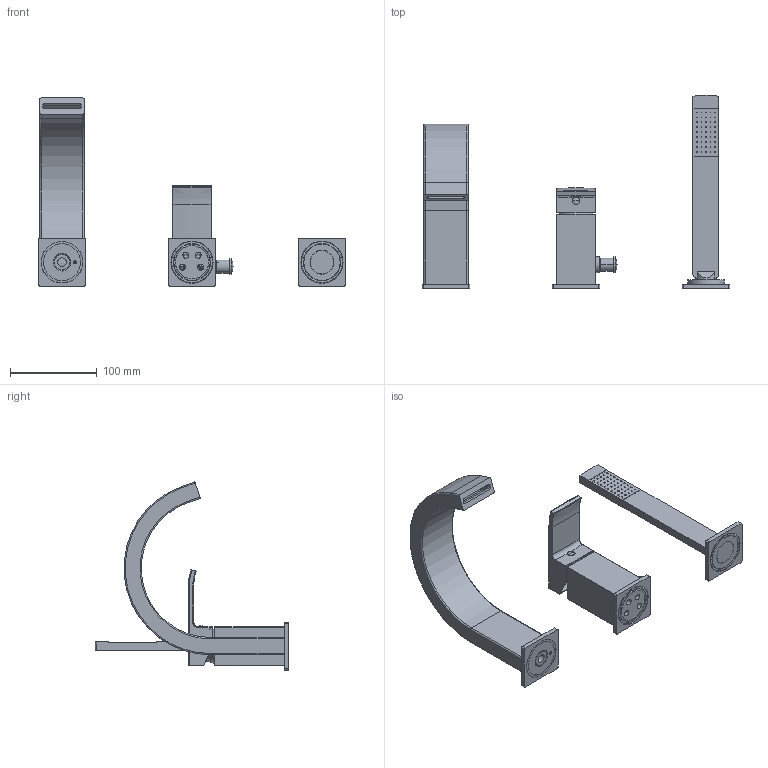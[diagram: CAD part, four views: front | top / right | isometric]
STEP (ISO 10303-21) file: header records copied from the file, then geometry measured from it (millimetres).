
FILE_DESCRIPTION((''),'2;1');
FILE_NAME('LES040CR','2021-11-02T13:02:58',('ut3'),('PAFFONI SpA'),'CREO PARAMETRIC BY PTC INC, 2020044','CREO PARAMETRIC BY PTC INC, 2020044','');
FILE_SCHEMA(('CONFIG_CONTROL_DESIGN','SHAPE_APPEARANCE_LAYERS_GROUPS'));
Products named in the file (1): LES040CR
Bounding box: 355 x 222.89 x 216.96 mm (x, y, z)
Volume: 449378 mm3; surface area: 202543.6 mm2
Topology: 7 solids, 7 shells, 1559 faces, 4144 edges, 2653 vertices
Faces by surface type: plane 938, cylinder 391, torus 121, cone 70, sphere 20, bspline 19
Entity records: 68054 total; most frequent: CARTESIAN_POINT 17889, ORIENTED_EDGE 8256, DIRECTION 7930, EDGE_CURVE 4128, AXIS2_PLACEMENT_3D 2711, VERTEX_POINT 2651, VECTOR 2508, LINE 2508
